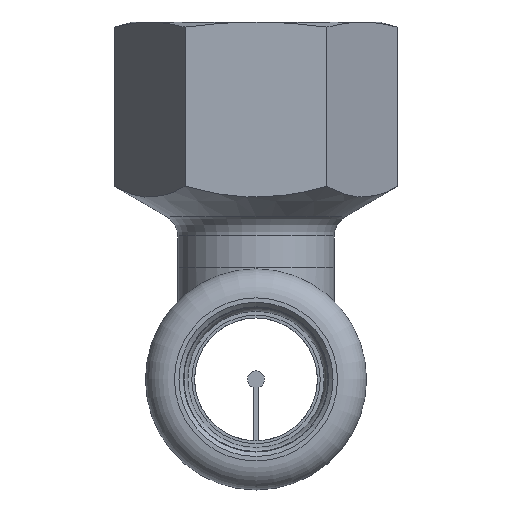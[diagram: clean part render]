
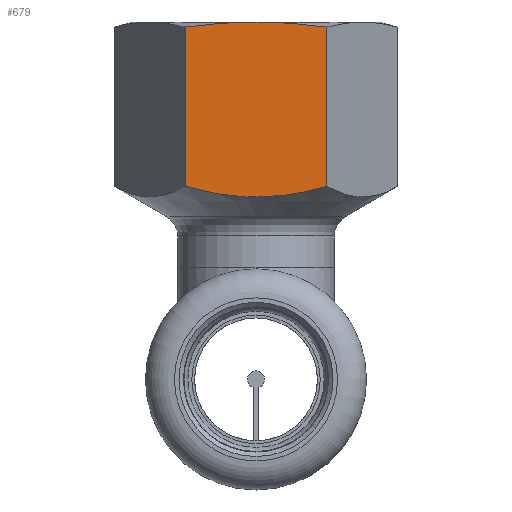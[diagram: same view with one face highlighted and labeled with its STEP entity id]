
A CAD part, left-side view. The second image highlights one B-rep face of the part: STEP entity #679.
In plain terms, the highlighted face is planar.
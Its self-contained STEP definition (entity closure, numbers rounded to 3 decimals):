
#30=(
BOUNDED_CURVE()
B_SPLINE_CURVE(2,(#1263,#1264,#1265),.UNSPECIFIED.,.F.,.F.)
B_SPLINE_CURVE_WITH_KNOTS((3,3),(0.,1.285),.UNSPECIFIED.)
CURVE()
GEOMETRIC_REPRESENTATION_ITEM()
RATIONAL_B_SPLINE_CURVE((1.,1.155,1.))
REPRESENTATION_ITEM($)
);
#35=(
BOUNDED_CURVE()
B_SPLINE_CURVE(2,(#1313,#1314,#1315),.UNSPECIFIED.,.F.,.F.)
B_SPLINE_CURVE_WITH_KNOTS((3,3),(0.637,1.274),
 .UNSPECIFIED.)
CURVE()
GEOMETRIC_REPRESENTATION_ITEM()
RATIONAL_B_SPLINE_CURVE((1.,1.038,1.))
REPRESENTATION_ITEM($)
);
#36=(
BOUNDED_CURVE()
B_SPLINE_CURVE(2,(#1317,#1318,#1319),.UNSPECIFIED.,.F.,.F.)
B_SPLINE_CURVE_WITH_KNOTS((3,3),(0.,0.637),.UNSPECIFIED.)
CURVE()
GEOMETRIC_REPRESENTATION_ITEM()
RATIONAL_B_SPLINE_CURVE((1.,1.038,1.))
REPRESENTATION_ITEM($)
);
#73=LINE($,#1320,#87);
#74=LINE($,#1321,#88);
#87=VECTOR($,#960,14.252);
#88=VECTOR($,#961,14.252);
#134=PLANE($,#775);
#211=FACE_OUTER_BOUND($,#289,.T.);
#289=EDGE_LOOP($,(#585,#586,#587,#588,#589));
#383=VERTEX_POINT($,#1258);
#384=VERTEX_POINT($,#1262);
#393=VERTEX_POINT($,#1290);
#399=VERTEX_POINT($,#1312);
#400=VERTEX_POINT($,#1316);
#447=EDGE_CURVE($,#383,#384,#30,.T.);
#465=EDGE_CURVE($,#393,#399,#35,.T.);
#466=EDGE_CURVE($,#400,#393,#36,.T.);
#467=EDGE_CURVE($,#384,#400,#73,.T.);
#468=EDGE_CURVE($,#383,#399,#74,.T.);
#585=ORIENTED_EDGE($,*,*,#465,.F.);
#586=ORIENTED_EDGE($,*,*,#466,.F.);
#587=ORIENTED_EDGE($,*,*,#467,.F.);
#588=ORIENTED_EDGE($,*,*,#447,.F.);
#589=ORIENTED_EDGE($,*,*,#468,.T.);
#679=ADVANCED_FACE($,(#211),#134,.F.);
#775=AXIS2_PLACEMENT_3D($,#1311,#958,#959);
#958=DIRECTION('center_axis',(0.,0.,
1.));
#959=DIRECTION('ref_axis',(-1.,0.,0.));
#960=DIRECTION($,(-1.,0.,0.));
#961=DIRECTION($,(-1.,0.,0.));
#1258=CARTESIAN_POINT('',(-7.292,-6.351,-11.));
#1262=CARTESIAN_POINT('',(-7.292,6.351,-11.));
#1263=CARTESIAN_POINT('Ctrl Pts',(-7.292,-6.351,-11.));
#1264=CARTESIAN_POINT('Ctrl Pts',(-5.459,0.,
-11.));
#1265=CARTESIAN_POINT('Ctrl Pts',(-7.292,6.351,-11.));
#1290=CARTESIAN_POINT('',(-22.,0.,-11.));
#1311=CARTESIAN_POINT('Origin',(-22.,-6.351,-11.));
#1312=CARTESIAN_POINT('',(-21.544,-6.351,-11.));
#1313=CARTESIAN_POINT('Ctrl Pts',(-22.,0.,-11.));
#1314=CARTESIAN_POINT('Ctrl Pts',(-22.,-2.947,-11.));
#1315=CARTESIAN_POINT('Ctrl Pts',(-21.544,-6.351,-11.));
#1316=CARTESIAN_POINT('',(-21.544,6.351,-11.));
#1317=CARTESIAN_POINT('Ctrl Pts',(-21.544,6.351,-11.));
#1318=CARTESIAN_POINT('Ctrl Pts',(-22.,2.947,-11.));
#1319=CARTESIAN_POINT('Ctrl Pts',(-22.,0.,-11.));
#1320=CARTESIAN_POINT($,(-14.418,6.351,-11.));
#1321=CARTESIAN_POINT($,(-14.418,-6.351,-11.));
